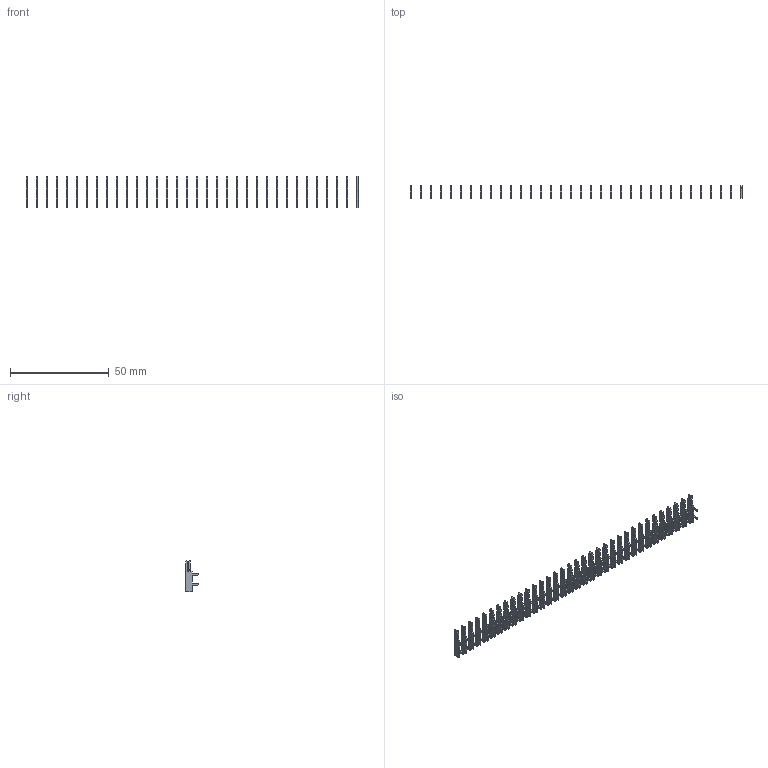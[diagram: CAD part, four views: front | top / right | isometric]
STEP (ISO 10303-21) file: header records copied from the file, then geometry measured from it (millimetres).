
FILE_DESCRIPTION (( 'STEP AP203' ), '1' );
FILE_NAME ('105-034-202-200.STEP', '2020-04-07T23:37:51', ( '' ), ( '' ), 'SwSTEP 2.0', 'SolidWorks 2016', '' );
FILE_SCHEMA (( 'CONFIG_CONTROL_DESIGN' ));
Length unit declared in the file: inch
Products named in the file (2): 105-034-202-200; 100-290-001_100-290-202
Assembly tree (34 placements, depth 2):
  105-034-202-200
    100-290-001_100-290-202  x34
Bounding box: 168.24 x 6.53 x 15.88 mm (x, y, z)
Volume: 1080.2 mm3; surface area: 4804.2 mm2
Topology: 34 solids, 34 shells, 1020 faces, 2856 edges, 1904 vertices
Faces by surface type: plane 782, cylinder 238
Entity records: 2218 total; most frequent: DIRECTION 228, CARTESIAN_POINT 219, ORIENTED_EDGE 168, EDGE_CURVE 84, AXIS2_PLACEMENT_3D 81, CALENDAR_DATE 78, DATE_AND_TIME 78, LOCAL_TIME 78
